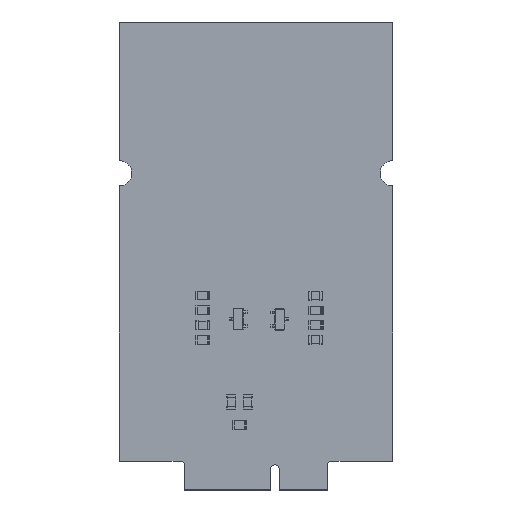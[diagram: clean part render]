
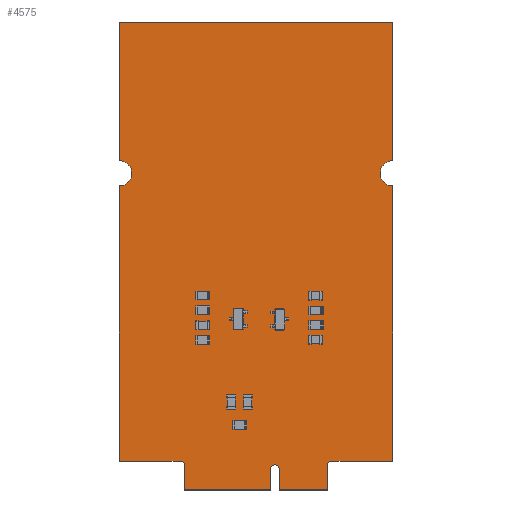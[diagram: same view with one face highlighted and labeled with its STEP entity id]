
A CAD part, top view. The second image highlights one B-rep face of the part: STEP entity #4575.
In plain terms, the highlighted planar face has unit normal (0, 0, 1).
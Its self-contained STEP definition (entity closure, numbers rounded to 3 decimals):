
#3988 = VERTEX_POINT('',#3989);
#3989 = CARTESIAN_POINT('',(165.07,-88.645,1.6));
#3995 = EDGE_CURVE('',#3988,#3996,#3998,.T.);
#3996 = VERTEX_POINT('',#3997);
#3997 = CARTESIAN_POINT('',(165.07,-92.145,1.6));
#3998 = CIRCLE('',#3999,1.75);
#3999 = AXIS2_PLACEMENT_3D('',#4000,#4001,#4002);
#4000 = CARTESIAN_POINT('',(165.07,-90.395,1.6));
#4001 = DIRECTION('',(0.,-0.,1.));
#4002 = DIRECTION('',(0.,1.,0.));
#4028 = EDGE_CURVE('',#3996,#4029,#4031,.T.);
#4029 = VERTEX_POINT('',#4030);
#4030 = CARTESIAN_POINT('',(165.07,-130.395,1.6));
#4031 = LINE('',#4032,#4033);
#4032 = CARTESIAN_POINT('',(165.07,-92.145,1.6));
#4033 = VECTOR('',#4034,1.);
#4034 = DIRECTION('',(0.,-1.,0.));
#4059 = EDGE_CURVE('',#4029,#4060,#4062,.T.);
#4060 = VERTEX_POINT('',#4061);
#4061 = CARTESIAN_POINT('',(156.47,-130.395,1.6));
#4062 = LINE('',#4063,#4064);
#4063 = CARTESIAN_POINT('',(165.07,-130.395,1.6));
#4064 = VECTOR('',#4065,1.);
#4065 = DIRECTION('',(-1.,0.,0.));
#4090 = EDGE_CURVE('',#4060,#4091,#4093,.T.);
#4091 = VERTEX_POINT('',#4092);
#4092 = CARTESIAN_POINT('',(155.995,-130.895,1.6));
#4093 = CIRCLE('',#4094,0.511);
#4094 = AXIS2_PLACEMENT_3D('',#4095,#4096,#4097);
#4095 = CARTESIAN_POINT('',(156.506,-130.904,1.6));
#4096 = DIRECTION('',(0.,0.,1.));
#4097 = DIRECTION('',(-0.07,0.998,0.));
#4123 = EDGE_CURVE('',#4091,#4124,#4126,.T.);
#4124 = VERTEX_POINT('',#4125);
#4125 = CARTESIAN_POINT('',(155.995,-134.395,1.6));
#4126 = LINE('',#4127,#4128);
#4127 = CARTESIAN_POINT('',(155.995,-130.895,1.6));
#4128 = VECTOR('',#4129,1.);
#4129 = DIRECTION('',(0.,-1.,0.));
#4154 = EDGE_CURVE('',#4124,#4155,#4157,.T.);
#4155 = VERTEX_POINT('',#4156);
#4156 = CARTESIAN_POINT('',(149.295,-134.395,1.6));
#4157 = LINE('',#4158,#4159);
#4158 = CARTESIAN_POINT('',(155.995,-134.395,1.6));
#4159 = VECTOR('',#4160,1.);
#4160 = DIRECTION('',(-1.,0.,0.));
#4185 = EDGE_CURVE('',#4155,#4186,#4188,.T.);
#4186 = VERTEX_POINT('',#4187);
#4187 = CARTESIAN_POINT('',(149.295,-131.495,1.6));
#4188 = LINE('',#4189,#4190);
#4189 = CARTESIAN_POINT('',(149.295,-134.395,1.6));
#4190 = VECTOR('',#4191,1.);
#4191 = DIRECTION('',(0.,1.,0.));
#4216 = EDGE_CURVE('',#4186,#4217,#4219,.T.);
#4217 = VERTEX_POINT('',#4218);
#4218 = CARTESIAN_POINT('',(148.095,-131.495,1.6));
#4219 = CIRCLE('',#4220,0.6);
#4220 = AXIS2_PLACEMENT_3D('',#4221,#4222,#4223);
#4221 = CARTESIAN_POINT('',(148.695,-131.495,1.6));
#4222 = DIRECTION('',(0.,0.,1.));
#4223 = DIRECTION('',(1.,0.,-0.));
#4249 = EDGE_CURVE('',#4217,#4250,#4252,.T.);
#4250 = VERTEX_POINT('',#4251);
#4251 = CARTESIAN_POINT('',(148.095,-134.395,1.6));
#4252 = LINE('',#4253,#4254);
#4253 = CARTESIAN_POINT('',(148.095,-131.495,1.6));
#4254 = VECTOR('',#4255,1.);
#4255 = DIRECTION('',(0.,-1.,0.));
#4280 = EDGE_CURVE('',#4250,#4281,#4283,.T.);
#4281 = VERTEX_POINT('',#4282);
#4282 = CARTESIAN_POINT('',(136.145,-134.395,1.6));
#4283 = LINE('',#4284,#4285);
#4284 = CARTESIAN_POINT('',(148.095,-134.395,1.6));
#4285 = VECTOR('',#4286,1.);
#4286 = DIRECTION('',(-1.,0.,0.));
#4311 = EDGE_CURVE('',#4281,#4312,#4314,.T.);
#4312 = VERTEX_POINT('',#4313);
#4313 = CARTESIAN_POINT('',(136.145,-130.895,1.6));
#4314 = LINE('',#4315,#4316);
#4315 = CARTESIAN_POINT('',(136.145,-134.395,1.6));
#4316 = VECTOR('',#4317,1.);
#4317 = DIRECTION('',(0.,1.,0.));
#4342 = EDGE_CURVE('',#4312,#4343,#4345,.T.);
#4343 = VERTEX_POINT('',#4344);
#4344 = CARTESIAN_POINT('',(135.67,-130.395,1.6));
#4345 = CIRCLE('',#4346,0.516);
#4346 = AXIS2_PLACEMENT_3D('',#4347,#4348,#4349);
#4347 = CARTESIAN_POINT('',(135.629,-130.91,1.6));
#4348 = DIRECTION('',(0.,0.,1.));
#4349 = DIRECTION('',(1.,0.028,-0.));
#4375 = EDGE_CURVE('',#4343,#4376,#4378,.T.);
#4376 = VERTEX_POINT('',#4377);
#4377 = CARTESIAN_POINT('',(127.07,-130.395,1.6));
#4378 = LINE('',#4379,#4380);
#4379 = CARTESIAN_POINT('',(135.67,-130.395,1.6));
#4380 = VECTOR('',#4381,1.);
#4381 = DIRECTION('',(-1.,0.,0.));
#4406 = EDGE_CURVE('',#4376,#4407,#4409,.T.);
#4407 = VERTEX_POINT('',#4408);
#4408 = CARTESIAN_POINT('',(127.07,-92.145,1.6));
#4409 = LINE('',#4410,#4411);
#4410 = CARTESIAN_POINT('',(127.07,-130.395,1.6));
#4411 = VECTOR('',#4412,1.);
#4412 = DIRECTION('',(0.,1.,0.));
#4437 = EDGE_CURVE('',#4407,#4438,#4440,.T.);
#4438 = VERTEX_POINT('',#4439);
#4439 = CARTESIAN_POINT('',(127.07,-88.645,1.6));
#4440 = CIRCLE('',#4441,1.75);
#4441 = AXIS2_PLACEMENT_3D('',#4442,#4443,#4444);
#4442 = CARTESIAN_POINT('',(127.07,-90.395,1.6));
#4443 = DIRECTION('',(0.,0.,1.));
#4444 = DIRECTION('',(-0.,-1.,0.));
#4470 = EDGE_CURVE('',#4438,#4471,#4473,.T.);
#4471 = VERTEX_POINT('',#4472);
#4472 = CARTESIAN_POINT('',(127.07,-69.395,1.6));
#4473 = LINE('',#4474,#4475);
#4474 = CARTESIAN_POINT('',(127.07,-88.645,1.6));
#4475 = VECTOR('',#4476,1.);
#4476 = DIRECTION('',(0.,1.,0.));
#4501 = EDGE_CURVE('',#4471,#4502,#4504,.T.);
#4502 = VERTEX_POINT('',#4503);
#4503 = CARTESIAN_POINT('',(165.07,-69.395,1.6));
#4504 = LINE('',#4505,#4506);
#4505 = CARTESIAN_POINT('',(127.07,-69.395,1.6));
#4506 = VECTOR('',#4507,1.);
#4507 = DIRECTION('',(1.,0.,0.));
#4532 = EDGE_CURVE('',#4502,#3988,#4533,.T.);
#4533 = LINE('',#4534,#4535);
#4534 = CARTESIAN_POINT('',(165.07,-69.395,1.6));
#4535 = VECTOR('',#4536,1.);
#4536 = DIRECTION('',(0.,-1.,0.));
#4575 = ADVANCED_FACE('',(#4576),#4596,.F.);
#4576 = FACE_BOUND('',#4577,.F.);
#4577 = EDGE_LOOP('',(#4578,#4579,#4580,#4581,#4582,#4583,#4584,#4585,
    #4586,#4587,#4588,#4589,#4590,#4591,#4592,#4593,#4594,#4595));
#4578 = ORIENTED_EDGE('',*,*,#3995,.T.);
#4579 = ORIENTED_EDGE('',*,*,#4028,.T.);
#4580 = ORIENTED_EDGE('',*,*,#4059,.T.);
#4581 = ORIENTED_EDGE('',*,*,#4090,.T.);
#4582 = ORIENTED_EDGE('',*,*,#4123,.T.);
#4583 = ORIENTED_EDGE('',*,*,#4154,.T.);
#4584 = ORIENTED_EDGE('',*,*,#4185,.T.);
#4585 = ORIENTED_EDGE('',*,*,#4216,.T.);
#4586 = ORIENTED_EDGE('',*,*,#4249,.T.);
#4587 = ORIENTED_EDGE('',*,*,#4280,.T.);
#4588 = ORIENTED_EDGE('',*,*,#4311,.T.);
#4589 = ORIENTED_EDGE('',*,*,#4342,.T.);
#4590 = ORIENTED_EDGE('',*,*,#4375,.T.);
#4591 = ORIENTED_EDGE('',*,*,#4406,.T.);
#4592 = ORIENTED_EDGE('',*,*,#4437,.T.);
#4593 = ORIENTED_EDGE('',*,*,#4470,.T.);
#4594 = ORIENTED_EDGE('',*,*,#4501,.T.);
#4595 = ORIENTED_EDGE('',*,*,#4532,.T.);
#4596 = PLANE('',#4597);
#4597 = AXIS2_PLACEMENT_3D('',#4598,#4599,#4600);
#4598 = CARTESIAN_POINT('',(146.148,-102.211,1.6));
#4599 = DIRECTION('',(-0.,-0.,-1.));
#4600 = DIRECTION('',(-1.,0.,0.));
